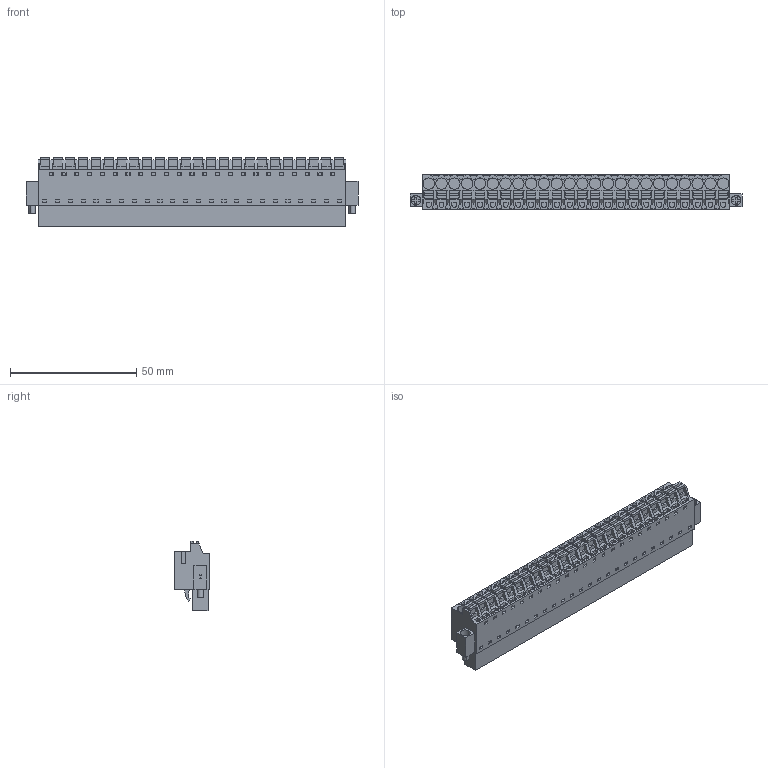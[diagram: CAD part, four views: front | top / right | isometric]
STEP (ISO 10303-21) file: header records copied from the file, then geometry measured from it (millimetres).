
FILE_DESCRIPTION(('CATIA V5 STEP Exchange','CAx-IF Rec.Pracs.--- Model Styling and Organization---1.2---2011-12-15'),'2;1');
FILE_NAME ('D1446518_0_1013060000_1013060000.stp','2017-04-28T09:56:46+00:00',('none'),('Weidmueller'),'CATIA Version 5-6 Release 2014','CATIA V5 STEP AP214','none');
FILE_SCHEMA(('AUTOMOTIVE_DESIGN { 1 0 10303 214 1 1 1 1 }'));
Products named in the file (1): 1013060000
Bounding box: 131.72 x 14.2 x 27.73 mm (x, y, z)
Volume: 29040.9 mm3; surface area: 19921.9 mm2
Topology: 27 solids, 27 shells, 1826 faces, 5267 edges, 3671 vertices
Faces by surface type: plane 1636, cylinder 189, extrusion 1
Entity records: 58527 total; most frequent: CARTESIAN_POINT 11171, ORIENTED_EDGE 10534, DIRECTION 7345, EDGE_CURVE 5267, VECTOR 4880, LINE 4879, VERTEX_POINT 3671, EDGE_LOOP 2098
